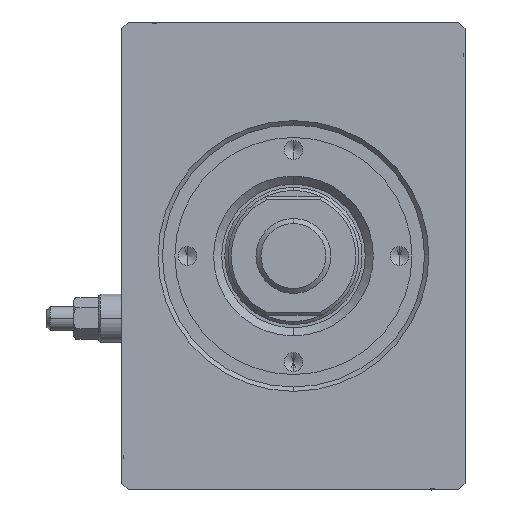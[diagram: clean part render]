
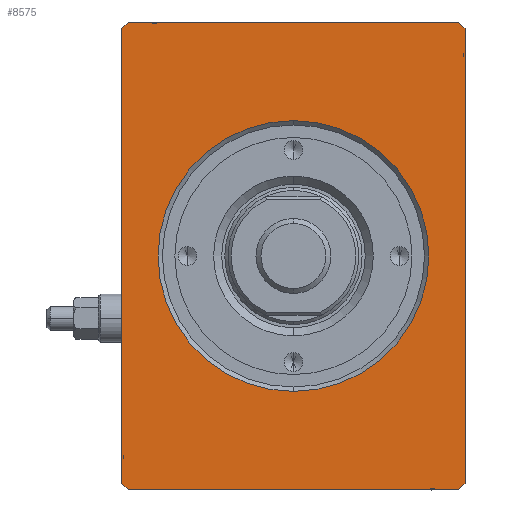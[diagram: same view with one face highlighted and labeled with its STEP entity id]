
A CAD part, left-side view. The second image highlights one B-rep face of the part: STEP entity #8575.
In plain terms, the highlighted planar face has unit normal (-1, 0, 0).
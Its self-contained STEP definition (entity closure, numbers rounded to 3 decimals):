
#1672 = FACE_OUTER_BOUND ( 'NONE', #23033, .T. ) ;
#2979 = EDGE_LOOP ( 'NONE', ( #29890, #38625 ) ) ;
#3245 = VERTEX_POINT ( 'NONE', #25206 ) ;
#3864 = CARTESIAN_POINT ( 'NONE',  ( 0., 0., -21.7 ) ) ;
#3937 = CARTESIAN_POINT ( 'NONE',  ( 0., 26.5, -37.5 ) ) ;
#3982 = CARTESIAN_POINT ( 'NONE',  ( 0., 27.5, 36.5 ) ) ;
#4722 = EDGE_CURVE ( 'NONE', #13215, #9580, #27860, .T. ) ;
#5394 = EDGE_CURVE ( 'NONE', #20979, #22885, #32030, .T. ) ;
#5423 = CARTESIAN_POINT ( 'NONE',  ( 0., 0., 0. ) ) ;
#6176 = CARTESIAN_POINT ( 'NONE',  ( 0., 0., 21.7 ) ) ;
#6754 = LINE ( 'NONE', #35229, #13795 ) ;
#7387 = ORIENTED_EDGE ( 'NONE', *, *, #24865, .F. ) ;
#7823 = LINE ( 'NONE', #24170, #38960 ) ;
#8280 = VERTEX_POINT ( 'NONE', #27015 ) ;
#8575 = ADVANCED_FACE ( 'NONE', ( #27125, #1672 ), #36887, .F. ) ;
#8831 = EDGE_CURVE ( 'NONE', #8280, #9414, #38559, .T. ) ;
#9414 = VERTEX_POINT ( 'NONE', #23987 ) ;
#9580 = VERTEX_POINT ( 'NONE', #34675 ) ;
#9649 = ORIENTED_EDGE ( 'NONE', *, *, #10883, .F. ) ;
#9686 = CARTESIAN_POINT ( 'NONE',  ( 0., 0., 0. ) ) ;
#9870 = VERTEX_POINT ( 'NONE', #38627 ) ;
#9911 = LINE ( 'NONE', #3982, #16827 ) ;
#10031 = ORIENTED_EDGE ( 'NONE', *, *, #8831, .F. ) ;
#10590 = DIRECTION ( 'NONE',  ( 0., 0., -1. ) ) ;
#10883 = EDGE_CURVE ( 'NONE', #9580, #8280, #9911, .T. ) ;
#13215 = VERTEX_POINT ( 'NONE', #14879 ) ;
#13795 = VECTOR ( 'NONE', #41597, 1000. ) ;
#14685 = DIRECTION ( 'NONE',  ( 0., 0., 1. ) ) ;
#14879 = CARTESIAN_POINT ( 'NONE',  ( 0., 27.5, -36.5 ) ) ;
#16827 = VECTOR ( 'NONE', #23269, 1000. ) ;
#17766 = DIRECTION ( 'NONE',  ( 0., 0., -1. ) ) ;
#19467 = VECTOR ( 'NONE', #27072, 1000. ) ;
#19897 = VERTEX_POINT ( 'NONE', #3937 ) ;
#20771 = DIRECTION ( 'NONE',  ( 0., 0.707, 0.707 ) ) ;
#20779 = LINE ( 'NONE', #36709, #22713 ) ;
#20979 = VERTEX_POINT ( 'NONE', #3864 ) ;
#22011 = DIRECTION ( 'NONE',  ( 1., 0., 0. ) ) ;
#22024 = VECTOR ( 'NONE', #38053, 1000. ) ;
#22713 = VECTOR ( 'NONE', #10590, 1000. ) ;
#22879 = VERTEX_POINT ( 'NONE', #41422 ) ;
#22885 = VERTEX_POINT ( 'NONE', #6176 ) ;
#23033 = EDGE_LOOP ( 'NONE', ( #9649, #36328, #38659, #7387, #32583, #36843, #31110, #10031 ) ) ;
#23061 = DIRECTION ( 'NONE',  ( 0., 0.707, -0.707 ) ) ;
#23269 = DIRECTION ( 'NONE',  ( 0., -0.707, 0.707 ) ) ;
#23987 = CARTESIAN_POINT ( 'NONE',  ( 0., -26.5, 37.5 ) ) ;
#24139 = DIRECTION ( 'NONE',  ( 1., 0., 0. ) ) ;
#24170 = CARTESIAN_POINT ( 'NONE',  ( 0., 26.5, -37.5 ) ) ;
#24865 = EDGE_CURVE ( 'NONE', #22879, #19897, #6754, .T. ) ;
#25140 = DIRECTION ( 'NONE',  ( 0., 0., -1. ) ) ;
#25206 = CARTESIAN_POINT ( 'NONE',  ( 0., -27.5, 36.5 ) ) ;
#25433 = LINE ( 'NONE', #39001, #38398 ) ;
#27015 = CARTESIAN_POINT ( 'NONE',  ( 0., 26.5, 37.5 ) ) ;
#27072 = DIRECTION ( 'NONE',  ( 0., -1., 0. ) ) ;
#27125 = FACE_BOUND ( 'NONE', #2979, .T. ) ;
#27573 = EDGE_CURVE ( 'NONE', #3245, #9870, #20779, .T. ) ;
#27860 = LINE ( 'NONE', #30837, #38795 ) ;
#28391 = EDGE_CURVE ( 'NONE', #22885, #20979, #39658, .T. ) ;
#28728 = AXIS2_PLACEMENT_3D ( 'NONE', #37316, #24139, #17766 ) ;
#29890 = ORIENTED_EDGE ( 'NONE', *, *, #28391, .T. ) ;
#30686 = EDGE_CURVE ( 'NONE', #19897, #13215, #7823, .T. ) ;
#30837 = CARTESIAN_POINT ( 'NONE',  ( 0., 27.5, -36.5 ) ) ;
#31110 = ORIENTED_EDGE ( 'NONE', *, *, #31845, .F. ) ;
#31845 = EDGE_CURVE ( 'NONE', #9414, #3245, #32114, .T. ) ;
#32030 = CIRCLE ( 'NONE', #39457, 21.7 ) ;
#32114 = LINE ( 'NONE', #41668, #22024 ) ;
#32583 = ORIENTED_EDGE ( 'NONE', *, *, #35469, .F. ) ;
#32922 = AXIS2_PLACEMENT_3D ( 'NONE', #9686, #22011, #38158 ) ;
#34675 = CARTESIAN_POINT ( 'NONE',  ( 0., 27.5, 36.5 ) ) ;
#35229 = CARTESIAN_POINT ( 'NONE',  ( 0., -26.5, -37.5 ) ) ;
#35469 = EDGE_CURVE ( 'NONE', #9870, #22879, #25433, .T. ) ;
#35800 = CARTESIAN_POINT ( 'NONE',  ( 0., 26.5, 37.5 ) ) ;
#36328 = ORIENTED_EDGE ( 'NONE', *, *, #4722, .F. ) ;
#36709 = CARTESIAN_POINT ( 'NONE',  ( 0., -27.5, 36.5 ) ) ;
#36843 = ORIENTED_EDGE ( 'NONE', *, *, #27573, .F. ) ;
#36887 = PLANE ( 'NONE',  #28728 ) ;
#37316 = CARTESIAN_POINT ( 'NONE',  ( 0., 0., 0. ) ) ;
#38053 = DIRECTION ( 'NONE',  ( 0., -0.707, -0.707 ) ) ;
#38158 = DIRECTION ( 'NONE',  ( 0., 0., -1. ) ) ;
#38398 = VECTOR ( 'NONE', #23061, 1000. ) ;
#38559 = LINE ( 'NONE', #35800, #19467 ) ;
#38625 = ORIENTED_EDGE ( 'NONE', *, *, #5394, .T. ) ;
#38627 = CARTESIAN_POINT ( 'NONE',  ( 0., -27.5, -36.5 ) ) ;
#38659 = ORIENTED_EDGE ( 'NONE', *, *, #30686, .F. ) ;
#38795 = VECTOR ( 'NONE', #14685, 1000. ) ;
#38960 = VECTOR ( 'NONE', #20771, 1000. ) ;
#39001 = CARTESIAN_POINT ( 'NONE',  ( 0., -27.5, -36.5 ) ) ;
#39457 = AXIS2_PLACEMENT_3D ( 'NONE', #5423, #40867, #25140 ) ;
#39658 = CIRCLE ( 'NONE', #32922, 21.7 ) ;
#40867 = DIRECTION ( 'NONE',  ( 1., 0., 0. ) ) ;
#41422 = CARTESIAN_POINT ( 'NONE',  ( 0., -26.5, -37.5 ) ) ;
#41597 = DIRECTION ( 'NONE',  ( 0., 1., 0. ) ) ;
#41668 = CARTESIAN_POINT ( 'NONE',  ( 0., -26.5, 37.5 ) ) ;
